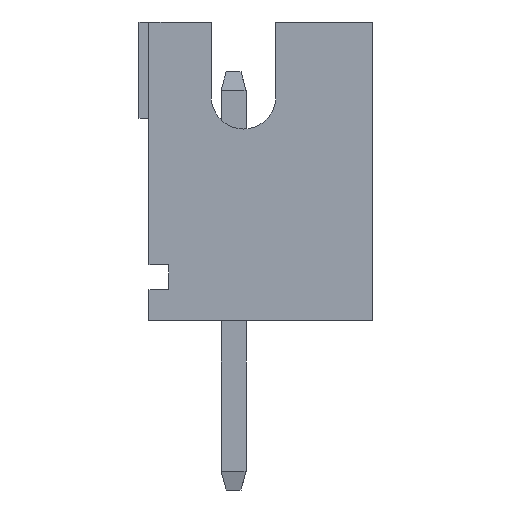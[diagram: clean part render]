
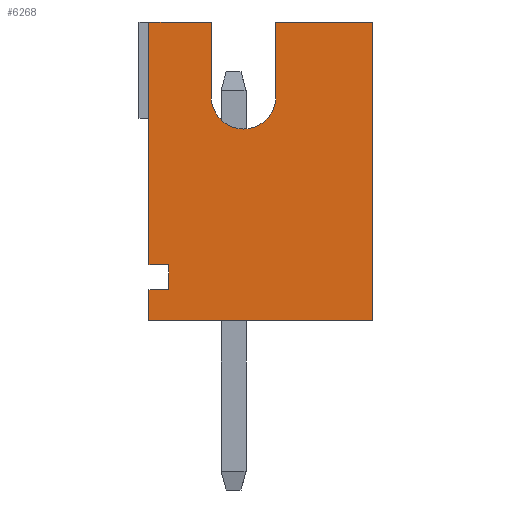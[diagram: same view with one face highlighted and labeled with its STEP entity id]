
A CAD part, left-side view. The second image highlights one B-rep face of the part: STEP entity #6268.
In plain terms, the highlighted planar face has unit normal (-1, 0, 0).
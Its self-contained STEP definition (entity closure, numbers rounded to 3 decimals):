
#19=CIRCLE('',#6595,0.65);
#251=FACE_OUTER_BOUND('',#608,.T.);
#608=EDGE_LOOP('',(#4866,#4867,#4868,#4869,#4870,#4871,#4872,#4873,#4874,
#4875,#4876,#4877));
#982=LINE('',#8734,#1808);
#1030=LINE('',#8833,#1856);
#1243=LINE('',#9259,#2069);
#1279=LINE('',#9333,#2105);
#1280=LINE('',#9336,#2106);
#1296=LINE('',#9367,#2122);
#1298=LINE('',#9372,#2124);
#1305=LINE('',#9388,#2131);
#1307=LINE('',#9391,#2133);
#1309=LINE('',#9395,#2135);
#1338=LINE('',#9454,#2164);
#1808=VECTOR('',#7167,6.);
#1856=VECTOR('',#7229,4.875);
#2069=VECTOR('',#7572,1.25);
#2105=VECTOR('',#7642,1.95);
#2106=VECTOR('',#7645,4.5);
#2122=VECTOR('',#7679,1.5);
#2124=VECTOR('',#7683,1.5);
#2131=VECTOR('',#7704,0.5);
#2133=VECTOR('',#7708,0.4);
#2135=VECTOR('',#7712,0.4);
#2164=VECTOR('',#7745,0.625);
#2555=VERTEX_POINT('',#8731);
#2556=VERTEX_POINT('',#8733);
#2599=VERTEX_POINT('',#8830);
#2600=VERTEX_POINT('',#8832);
#2748=VERTEX_POINT('',#9258);
#2769=VERTEX_POINT('',#9331);
#2770=VERTEX_POINT('',#9335);
#2776=VERTEX_POINT('',#9365);
#2778=VERTEX_POINT('',#9371);
#2779=VERTEX_POINT('',#9385);
#2780=VERTEX_POINT('',#9387);
#2781=VERTEX_POINT('',#9393);
#3169=EDGE_CURVE('',#2556,#2555,#982,.T.);
#3217=EDGE_CURVE('',#2599,#2600,#1030,.T.);
#3430=EDGE_CURVE('',#2600,#2748,#1243,.T.);
#3468=EDGE_CURVE('',#2769,#2555,#1279,.T.);
#3469=EDGE_CURVE('',#2770,#2556,#1280,.T.);
#3485=EDGE_CURVE('',#2769,#2776,#1296,.T.);
#3487=EDGE_CURVE('',#2778,#2748,#1298,.T.);
#3490=EDGE_CURVE('',#2776,#2778,#19,.T.);
#3496=EDGE_CURVE('',#2780,#2779,#1305,.T.);
#3498=EDGE_CURVE('',#2599,#2780,#1307,.T.);
#3500=EDGE_CURVE('',#2779,#2781,#1309,.T.);
#3529=EDGE_CURVE('',#2770,#2781,#1338,.T.);
#4866=ORIENTED_EDGE('',*,*,#3487,.T.);
#4867=ORIENTED_EDGE('',*,*,#3430,.F.);
#4868=ORIENTED_EDGE('',*,*,#3217,.F.);
#4869=ORIENTED_EDGE('',*,*,#3498,.T.);
#4870=ORIENTED_EDGE('',*,*,#3496,.T.);
#4871=ORIENTED_EDGE('',*,*,#3500,.T.);
#4872=ORIENTED_EDGE('',*,*,#3529,.F.);
#4873=ORIENTED_EDGE('',*,*,#3469,.T.);
#4874=ORIENTED_EDGE('',*,*,#3169,.T.);
#4875=ORIENTED_EDGE('',*,*,#3468,.F.);
#4876=ORIENTED_EDGE('',*,*,#3485,.T.);
#4877=ORIENTED_EDGE('',*,*,#3490,.T.);
#5613=PLANE('',#6603);
#6268=ADVANCED_FACE('',(#251),#5613,.T.);
#6595=AXIS2_PLACEMENT_3D('',#9376,#7689,#7690);
#6603=AXIS2_PLACEMENT_3D('',#9453,#7743,#7744);
#7167=DIRECTION('',(0.,0.,1.));
#7229=DIRECTION('',(0.,0.,1.));
#7572=DIRECTION('',(0.,-1.,0.));
#7642=DIRECTION('',(0.,-1.,0.));
#7645=DIRECTION('',(0.,-1.,0.));
#7679=DIRECTION('',(0.,0.,-1.));
#7683=DIRECTION('',(0.,0.,1.));
#7689=DIRECTION('center_axis',(1.,0.,0.));
#7690=DIRECTION('ref_axis',(0.,-1.,0.));
#7704=DIRECTION('',(0.,0.,-1.));
#7708=DIRECTION('',(0.,-1.,0.));
#7712=DIRECTION('',(0.,1.,0.));
#7743=DIRECTION('center_axis',(-1.,0.,0.));
#7744=DIRECTION('ref_axis',(0.,-1.,0.));
#7745=DIRECTION('',(0.,0.,1.));
#8731=CARTESIAN_POINT('',(-7.95,-2.8,6.));
#8733=CARTESIAN_POINT('',(-7.95,-2.8,0.));
#8734=CARTESIAN_POINT('',(-7.95,-2.8,0.225));
#8830=CARTESIAN_POINT('',(-7.95,1.7,1.125));
#8832=CARTESIAN_POINT('',(-7.95,1.7,6.));
#8833=CARTESIAN_POINT('',(-7.95,1.7,0.3));
#9258=CARTESIAN_POINT('',(-7.95,0.45,6.));
#9259=CARTESIAN_POINT('',(-7.95,1.7,6.));
#9331=CARTESIAN_POINT('',(-7.95,-0.85,6.));
#9333=CARTESIAN_POINT('',(-7.95,1.7,6.));
#9335=CARTESIAN_POINT('',(-7.95,1.7,0.));
#9336=CARTESIAN_POINT('',(-7.95,1.7,0.));
#9365=CARTESIAN_POINT('',(-7.95,-0.85,4.5));
#9367=CARTESIAN_POINT('',(-7.95,-0.85,3.15));
#9371=CARTESIAN_POINT('',(-7.95,0.45,4.5));
#9372=CARTESIAN_POINT('',(-7.95,0.45,2.4));
#9376=CARTESIAN_POINT('Origin',(-7.95,-0.2,4.5));
#9385=CARTESIAN_POINT('',(-7.95,1.3,0.625));
#9387=CARTESIAN_POINT('',(-7.95,1.3,1.125));
#9388=CARTESIAN_POINT('',(-7.95,1.3,0.713));
#9391=CARTESIAN_POINT('',(-7.95,1.7,1.125));
#9393=CARTESIAN_POINT('',(-7.95,1.7,0.625));
#9395=CARTESIAN_POINT('',(-7.95,1.5,0.625));
#9453=CARTESIAN_POINT('Origin',(-7.95,1.7,0.3));
#9454=CARTESIAN_POINT('',(-7.95,1.7,0.));
